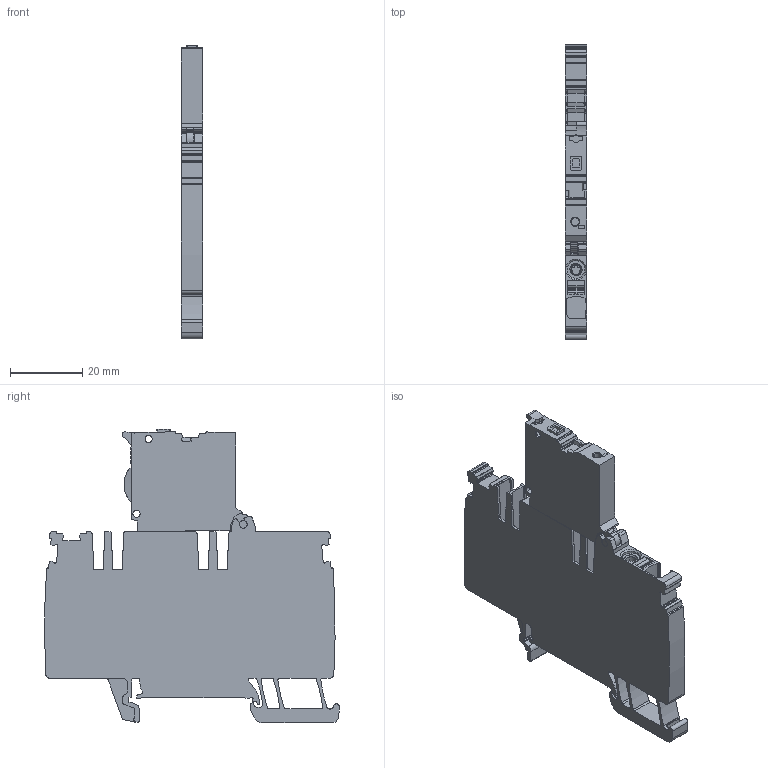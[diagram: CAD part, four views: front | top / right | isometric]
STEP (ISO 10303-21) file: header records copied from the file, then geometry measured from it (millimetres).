
FILE_DESCRIPTION(('CATIA V5R20 STEP214','CAx-IF Rec.Pracs.--- Model Styling and Organization---1.4--- 2014-01-23'),'2;1');
FILE_NAME ('467869-1_1', '2019-02-06T09:53:59+00:00', ('Weidmueller Interface'), ('Weidmueller'), 'CATIA Version 5-6 Release 2016 SP3 HF44', 'CATIA V5 STEP AP214', 'none');
FILE_SCHEMA(('AUTOMOTIVE_DESIGN { 1 0 10303 214 1 1 1 1 }'));
Length unit declared in the file: millimetre
Products named in the file (1): 2581790000_AAP21_4_FS_100_250V_OR
Bounding box: 6.1 x 81.8 x 81.6 mm (x, y, z)
Volume: 24451.1 mm3; surface area: 13809.2 mm2
Topology: 3 solids, 3 shells, 1449 faces, 4216 edges, 2815 vertices
Faces by surface type: plane 900, cylinder 436, extrusion 54, torus 42, cone 11, bspline 6
Entity records: 47301 total; most frequent: CARTESIAN_POINT 9961, ORIENTED_EDGE 8432, DIRECTION 6520, EDGE_CURVE 4216, VECTOR 3163, LINE 3109, VERTEX_POINT 2815, AXIS2_PLACEMENT_3D 2132
